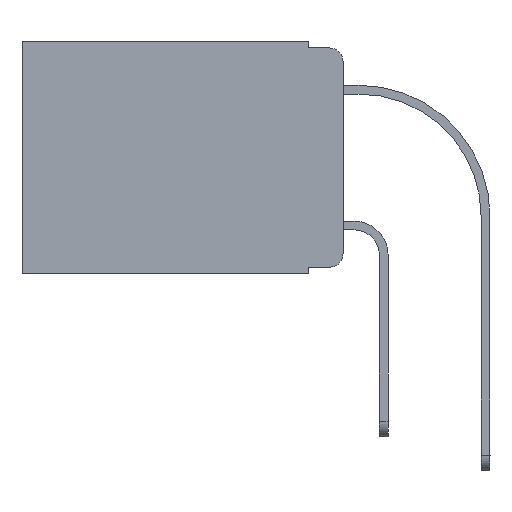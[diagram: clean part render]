
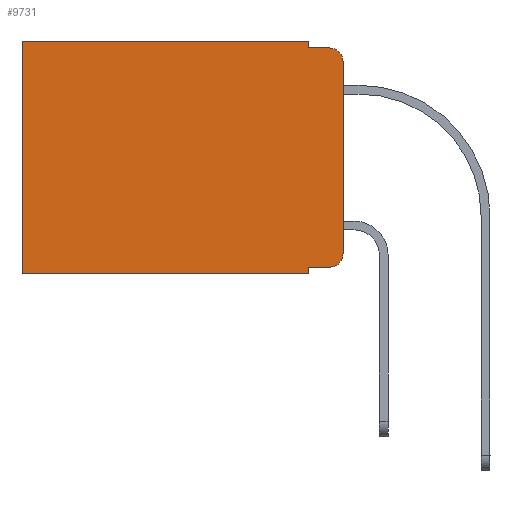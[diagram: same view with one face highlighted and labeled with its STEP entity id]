
A CAD part, left-side view. The second image highlights one B-rep face of the part: STEP entity #9731.
In plain terms, the highlighted planar face has unit normal (-1, 0, 0).
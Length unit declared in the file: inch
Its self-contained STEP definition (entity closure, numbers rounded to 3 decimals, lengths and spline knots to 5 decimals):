
#55 = VECTOR ( 'NONE', #2643, 39.37008 ) ;
#394 = DIRECTION ( 'NONE',  ( 0., 0., -1. ) ) ;
#399 = VERTEX_POINT ( 'NONE', #2882 ) ;
#619 = DIRECTION ( 'NONE',  ( -1., 0., 0. ) ) ;
#630 = CARTESIAN_POINT ( 'NONE',  ( 0.298, 0.473, -0.343 ) ) ;
#695 = DIRECTION ( 'NONE',  ( 0., 0., -1. ) ) ;
#891 = CIRCLE ( 'NONE', #6768, 0.02 ) ;
#945 = LINE ( 'NONE', #10082, #1061 ) ;
#993 = LINE ( 'NONE', #5454, #5178 ) ;
#1040 = VERTEX_POINT ( 'NONE', #9417 ) ;
#1061 = VECTOR ( 'NONE', #5396, 39.37008 ) ;
#1093 = DIRECTION ( 'NONE',  ( 0., 0., -1. ) ) ;
#1155 = ORIENTED_EDGE ( 'NONE', *, *, #8067, .F. ) ;
#1591 = EDGE_CURVE ( 'NONE', #1040, #399, #891, .T. ) ;
#1808 = VECTOR ( 'NONE', #11566, 39.37008 ) ;
#1910 = CARTESIAN_POINT ( 'NONE',  ( 0.298, 0.051, -0.343 ) ) ;
#2224 = CARTESIAN_POINT ( 'NONE',  ( 0.298, 0.02, -0.03 ) ) ;
#2548 = VERTEX_POINT ( 'NONE', #11692 ) ;
#2643 = DIRECTION ( 'NONE',  ( 0., 0., -1. ) ) ;
#2728 = AXIS2_PLACEMENT_3D ( 'NONE', #5201, #8823, #695 ) ;
#2882 = CARTESIAN_POINT ( 'NONE',  ( 0.298, 0.02, -0.01 ) ) ;
#2990 = CARTESIAN_POINT ( 'NONE',  ( 0.298, 0.051, 0. ) ) ;
#3283 = CARTESIAN_POINT ( 'NONE',  ( 0.298, 0.051, -0.333 ) ) ;
#3531 = CARTESIAN_POINT ( 'NONE',  ( 0.298, 0., 0. ) ) ;
#3602 = ORIENTED_EDGE ( 'NONE', *, *, #1591, .T. ) ;
#3908 = VECTOR ( 'NONE', #8801, 39.37008 ) ;
#3923 = VERTEX_POINT ( 'NONE', #9243 ) ;
#4411 = VERTEX_POINT ( 'NONE', #7426 ) ;
#4429 = PLANE ( 'NONE',  #2728 ) ;
#4476 = VECTOR ( 'NONE', #1093, 39.37008 ) ;
#4537 = VERTEX_POINT ( 'NONE', #7657 ) ;
#4783 = EDGE_CURVE ( 'NONE', #4411, #5914, #10363, .T. ) ;
#5029 = EDGE_CURVE ( 'NONE', #9033, #5493, #6866, .T. ) ;
#5043 = CARTESIAN_POINT ( 'NONE',  ( 0.298, 0.473, 0. ) ) ;
#5178 = VECTOR ( 'NONE', #6399, 39.37008 ) ;
#5201 = CARTESIAN_POINT ( 'NONE',  ( 0.298, 0., 0. ) ) ;
#5396 = DIRECTION ( 'NONE',  ( 0., 0., -1. ) ) ;
#5454 = CARTESIAN_POINT ( 'NONE',  ( 0.298, 0.051, -0.01 ) ) ;
#5493 = VERTEX_POINT ( 'NONE', #630 ) ;
#5694 = CARTESIAN_POINT ( 'NONE',  ( 0.298, 0.02, -0.313 ) ) ;
#5914 = VERTEX_POINT ( 'NONE', #9807 ) ;
#5955 = LINE ( 'NONE', #3283, #9337 ) ;
#6094 = LINE ( 'NONE', #5043, #1808 ) ;
#6399 = DIRECTION ( 'NONE',  ( 0., -1., 0. ) ) ;
#6488 = ORIENTED_EDGE ( 'NONE', *, *, #11564, .F. ) ;
#6768 = AXIS2_PLACEMENT_3D ( 'NONE', #2224, #619, #394 ) ;
#6866 = LINE ( 'NONE', #10434, #11660 ) ;
#7004 = LINE ( 'NONE', #7787, #3908 ) ;
#7086 = LINE ( 'NONE', #3531, #55 ) ;
#7184 = ORIENTED_EDGE ( 'NONE', *, *, #11039, .T. ) ;
#7426 = CARTESIAN_POINT ( 'NONE',  ( 0.298, 0.02, -0.333 ) ) ;
#7657 = CARTESIAN_POINT ( 'NONE',  ( 0.298, 0.051, 0. ) ) ;
#7739 = DIRECTION ( 'NONE',  ( 0., -1., 0. ) ) ;
#7787 = CARTESIAN_POINT ( 'NONE',  ( 0.298, 0., 0. ) ) ;
#7852 = ORIENTED_EDGE ( 'NONE', *, *, #9936, .T. ) ;
#8067 = EDGE_CURVE ( 'NONE', #9264, #399, #993, .T. ) ;
#8341 = EDGE_CURVE ( 'NONE', #1040, #5914, #7086, .T. ) ;
#8730 = CARTESIAN_POINT ( 'NONE',  ( 0.298, 0.051, -0.01 ) ) ;
#8801 = DIRECTION ( 'NONE',  ( 0., 1., 0. ) ) ;
#8823 = DIRECTION ( 'NONE',  ( 1., 0., 0. ) ) ;
#8905 = ORIENTED_EDGE ( 'NONE', *, *, #8341, .F. ) ;
#9033 = VERTEX_POINT ( 'NONE', #1910 ) ;
#9082 = DIRECTION ( 'NONE',  ( 0., 0., -1. ) ) ;
#9222 = ORIENTED_EDGE ( 'NONE', *, *, #5029, .F. ) ;
#9243 = CARTESIAN_POINT ( 'NONE',  ( 0.298, 0.051, -0.333 ) ) ;
#9264 = VERTEX_POINT ( 'NONE', #8730 ) ;
#9337 = VECTOR ( 'NONE', #7739, 39.37008 ) ;
#9417 = CARTESIAN_POINT ( 'NONE',  ( 0.298, 0., -0.03 ) ) ;
#9544 = DIRECTION ( 'NONE',  ( 0., 1., 0. ) ) ;
#9705 = FACE_OUTER_BOUND ( 'NONE', #11191, .T. ) ;
#9731 = ADVANCED_FACE ( 'NONE', ( #9705 ), #4429, .F. ) ;
#9807 = CARTESIAN_POINT ( 'NONE',  ( 0.298, 0., -0.313 ) ) ;
#9936 = EDGE_CURVE ( 'NONE', #3923, #4411, #5955, .T. ) ;
#9974 = DIRECTION ( 'NONE',  ( -1., 0., 0. ) ) ;
#10082 = CARTESIAN_POINT ( 'NONE',  ( 0.298, 0.051, 0. ) ) ;
#10177 = LINE ( 'NONE', #2990, #4476 ) ;
#10293 = ORIENTED_EDGE ( 'NONE', *, *, #11638, .T. ) ;
#10363 = CIRCLE ( 'NONE', #10941, 0.02 ) ;
#10434 = CARTESIAN_POINT ( 'NONE',  ( 0.298, 0., -0.343 ) ) ;
#10941 = AXIS2_PLACEMENT_3D ( 'NONE', #5694, #9974, #9082 ) ;
#10947 = ORIENTED_EDGE ( 'NONE', *, *, #11134, .F. ) ;
#11039 = EDGE_CURVE ( 'NONE', #2548, #5493, #6094, .T. ) ;
#11134 = EDGE_CURVE ( 'NONE', #4537, #9264, #945, .T. ) ;
#11191 = EDGE_LOOP ( 'NONE', ( #8905, #3602, #1155, #10947, #10293, #7184, #9222, #6488, #7852, #11563 ) ) ;
#11563 = ORIENTED_EDGE ( 'NONE', *, *, #4783, .T. ) ;
#11564 = EDGE_CURVE ( 'NONE', #3923, #9033, #10177, .T. ) ;
#11566 = DIRECTION ( 'NONE',  ( 0., 0., -1. ) ) ;
#11638 = EDGE_CURVE ( 'NONE', #4537, #2548, #7004, .T. ) ;
#11660 = VECTOR ( 'NONE', #9544, 39.37008 ) ;
#11692 = CARTESIAN_POINT ( 'NONE',  ( 0.298, 0.473, 0. ) ) ;
